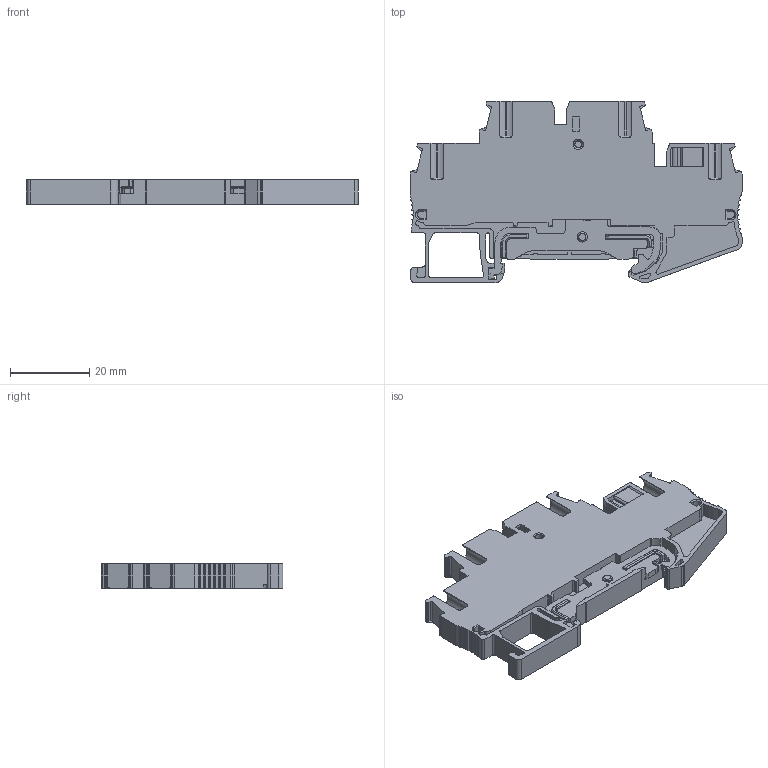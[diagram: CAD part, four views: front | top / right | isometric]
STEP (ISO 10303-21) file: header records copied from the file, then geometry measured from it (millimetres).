
FILE_DESCRIPTION((''),'2;1');
FILE_NAME('001','2022-09-05T',('Administrator'),(''),'PRO/ENGINEER BY PARAMETRIC TECHNOLOGY CORPORATION, 2013230','PRO/ENGINEER BY PARAMETRIC TECHNOLOGY CORPORATION, 2013230','');
FILE_SCHEMA(('CONFIG_CONTROL_DESIGN'));
Length unit declared in the file: millimetre
Products named in the file (1): 001
Bounding box: 83.6 x 45.8 x 6.2 mm (x, y, z)
Volume: 12896.8 mm3; surface area: 11411.8 mm2
Topology: 1 solids, 1 shells, 1177 faces, 3300 edges, 2139 vertices
Faces by surface type: plane 736, cylinder 373, cone 32, torus 20, bspline 16
Entity records: 40791 total; most frequent: CARTESIAN_POINT 8360, ORIENTED_EDGE 6588, DIRECTION 6114, EDGE_CURVE 3294, VECTOR 2348, LINE 2348, VERTEX_POINT 2139, AXIS2_PLACEMENT_3D 1883
